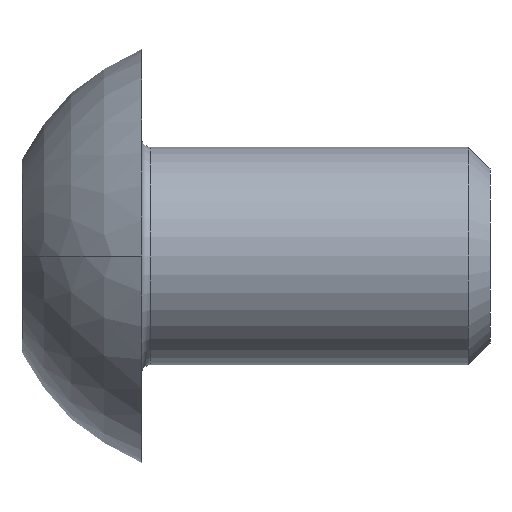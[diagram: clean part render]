
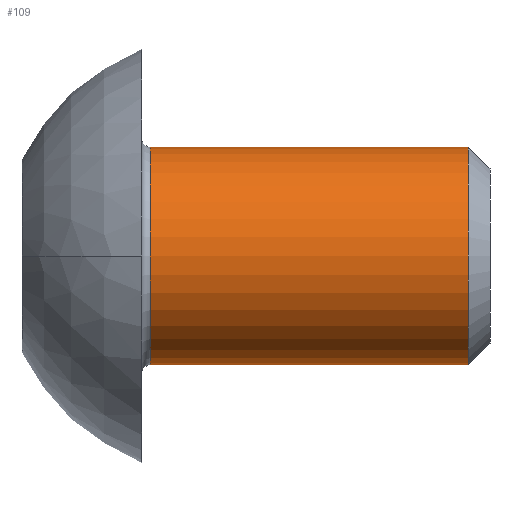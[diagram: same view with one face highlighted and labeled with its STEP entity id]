
A CAD part, front view. The second image highlights one B-rep face of the part: STEP entity #109.
In plain terms, the highlighted cylindrical face has radius 2.5 mm (diameter 5 mm), a partial arc.
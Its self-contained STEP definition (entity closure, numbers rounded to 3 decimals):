
#1 = VERTEX_POINT ( 'NONE', #429 ) ;
#12 = VECTOR ( 'NONE', #666, 1000. ) ;
#44 = ORIENTED_EDGE ( 'NONE', *, *, #543, .T. ) ;
#82 = ORIENTED_EDGE ( 'NONE', *, *, #644, .F. ) ;
#96 = CYLINDRICAL_SURFACE ( 'NONE', #456, 2.5 ) ;
#109 = ADVANCED_FACE ( 'NONE', ( #417 ), #96, .T. ) ;
#111 = CARTESIAN_POINT ( 'NONE',  ( 12.75, 0., -2.5 ) ) ;
#134 = CARTESIAN_POINT ( 'NONE',  ( 10.25, 0., -2.5 ) ) ;
#217 = CARTESIAN_POINT ( 'NONE',  ( 12.75, 0., 0. ) ) ;
#218 = CIRCLE ( 'NONE', #585, 2.5 ) ;
#259 = ORIENTED_EDGE ( 'NONE', *, *, #720, .T. ) ;
#340 = DIRECTION ( 'NONE',  ( 1., 0., 0. ) ) ;
#345 = VERTEX_POINT ( 'NONE', #352 ) ;
#352 = CARTESIAN_POINT ( 'NONE',  ( 2.95, 0., -2.5 ) ) ;
#360 = DIRECTION ( 'NONE',  ( -1., 0., 0. ) ) ;
#378 = VERTEX_POINT ( 'NONE', #134 ) ;
#417 = FACE_OUTER_BOUND ( 'NONE', #749, .T. ) ;
#426 = DIRECTION ( 'NONE',  ( -1., 0., 0. ) ) ;
#429 = CARTESIAN_POINT ( 'NONE',  ( 10.25, 0., 2.5 ) ) ;
#432 = DIRECTION ( 'NONE',  ( -1., 0., 0. ) ) ;
#456 = AXIS2_PLACEMENT_3D ( 'NONE', #217, #360, #779 ) ;
#507 = EDGE_CURVE ( 'NONE', #1, #512, #897, .T. ) ;
#512 = VERTEX_POINT ( 'NONE', #604 ) ;
#543 = EDGE_CURVE ( 'NONE', #378, #1, #695, .T. ) ;
#585 = AXIS2_PLACEMENT_3D ( 'NONE', #818, #340, #887 ) ;
#604 = CARTESIAN_POINT ( 'NONE',  ( 2.95, 0., 2.5 ) ) ;
#641 = LINE ( 'NONE', #111, #12 ) ;
#644 = EDGE_CURVE ( 'NONE', #378, #345, #641, .T. ) ;
#666 = DIRECTION ( 'NONE',  ( -1., 0., 0. ) ) ;
#669 = AXIS2_PLACEMENT_3D ( 'NONE', #905, #432, #967 ) ;
#695 = CIRCLE ( 'NONE', #669, 2.5 ) ;
#720 = EDGE_CURVE ( 'NONE', #512, #345, #218, .T. ) ;
#749 = EDGE_LOOP ( 'NONE', ( #44, #943, #259, #82 ) ) ;
#774 = CARTESIAN_POINT ( 'NONE',  ( 12.75, 0., 2.5 ) ) ;
#779 = DIRECTION ( 'NONE',  ( 0., 0., -1. ) ) ;
#818 = CARTESIAN_POINT ( 'NONE',  ( 2.95, 0., 0. ) ) ;
#882 = VECTOR ( 'NONE', #426, 1000. ) ;
#887 = DIRECTION ( 'NONE',  ( 0., 0., -1. ) ) ;
#897 = LINE ( 'NONE', #774, #882 ) ;
#905 = CARTESIAN_POINT ( 'NONE',  ( 10.25, 0., 0. ) ) ;
#943 = ORIENTED_EDGE ( 'NONE', *, *, #507, .T. ) ;
#967 = DIRECTION ( 'NONE',  ( 0., 0., -1. ) ) ;
